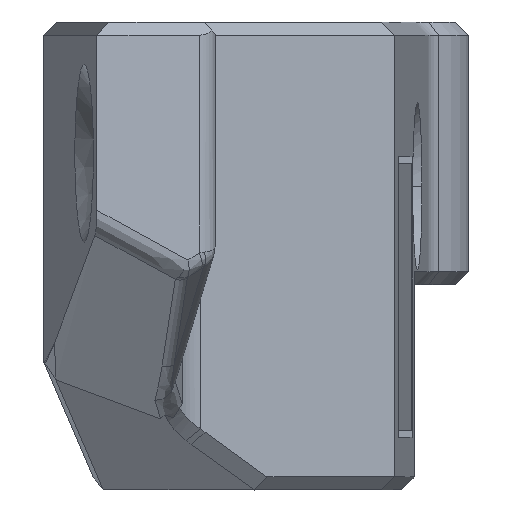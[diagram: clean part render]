
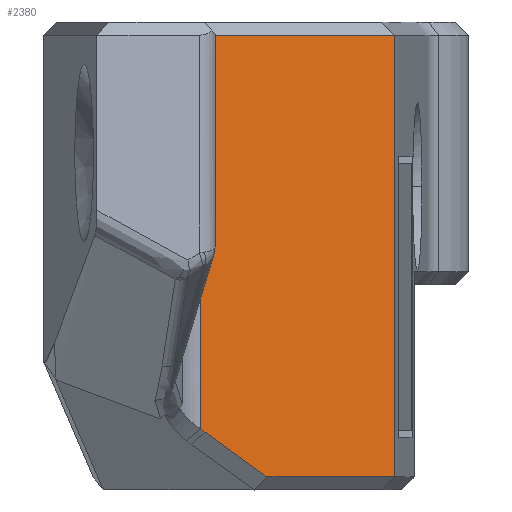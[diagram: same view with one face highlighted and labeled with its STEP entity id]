
A CAD part, front view. The second image highlights one B-rep face of the part: STEP entity #2380.
In plain terms, the highlighted face is planar.
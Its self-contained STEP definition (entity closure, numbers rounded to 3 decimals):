
#67=B_SPLINE_CURVE_WITH_KNOTS('',3,(#4476,#4477,#4478,#4479),
 .UNSPECIFIED.,.F.,.F.,(4,4),(-1.714,-1.616),
 .UNSPECIFIED.);
#214=FACE_OUTER_BOUND('',#357,.T.);
#357=EDGE_LOOP('',(#1942,#1943,#1944,#1945,#1946,#1947));
#567=LINE('',#4469,#805);
#568=LINE('',#4470,#806);
#569=LINE('',#4472,#807);
#570=LINE('',#4474,#808);
#571=LINE('',#4480,#809);
#805=VECTOR('',#3057,1000.);
#806=VECTOR('',#3058,1000.);
#807=VECTOR('',#3059,1000.);
#808=VECTOR('',#3060,1000.);
#809=VECTOR('',#3061,1000.);
#1084=VERTEX_POINT('',#4237);
#1127=VERTEX_POINT('',#4467);
#1128=VERTEX_POINT('',#4468);
#1129=VERTEX_POINT('',#4471);
#1130=VERTEX_POINT('',#4473);
#1131=VERTEX_POINT('',#4475);
#1421=EDGE_CURVE('',#1127,#1128,#567,.T.);
#1422=EDGE_CURVE('',#1127,#1084,#568,.T.);
#1423=EDGE_CURVE('',#1129,#1084,#569,.T.);
#1424=EDGE_CURVE('',#1129,#1130,#570,.T.);
#1425=EDGE_CURVE('',#1131,#1130,#67,.T.);
#1426=EDGE_CURVE('',#1128,#1131,#571,.T.);
#1942=ORIENTED_EDGE('',*,*,#1421,.F.);
#1943=ORIENTED_EDGE('',*,*,#1422,.T.);
#1944=ORIENTED_EDGE('',*,*,#1423,.F.);
#1945=ORIENTED_EDGE('',*,*,#1424,.T.);
#1946=ORIENTED_EDGE('',*,*,#1425,.F.);
#1947=ORIENTED_EDGE('',*,*,#1426,.F.);
#2264=PLANE('',#2578);
#2380=ADVANCED_FACE('',(#214),#2264,.T.);
#2578=AXIS2_PLACEMENT_3D('',#4466,#3055,#3056);
#3055=DIRECTION('center_axis',(0.643,0.,0.766));
#3056=DIRECTION('ref_axis',(0.,-1.,0.));
#3057=DIRECTION('',(-0.766,0.,0.643));
#3058=DIRECTION('',(0.,1.,0.));
#3059=DIRECTION('',(0.766,0.,-0.643));
#3060=DIRECTION('',(0.,-1.,0.));
#3061=DIRECTION('',(-0.671,0.483,0.563));
#4237=CARTESIAN_POINT('',(-24.16,8.05,101.734));
#4466=CARTESIAN_POINT('Origin',(-24.07,8.45,101.658));
#4467=CARTESIAN_POINT('',(-24.16,-5.4,101.734));
#4468=CARTESIAN_POINT('',(-28.047,-5.4,104.995));
#4469=CARTESIAN_POINT('',(-19.234,-5.4,97.601));
#4470=CARTESIAN_POINT('',(-24.16,4.887,101.734));
#4471=CARTESIAN_POINT('',(-30.08,8.05,106.701));
#4472=CARTESIAN_POINT('',(-19.234,8.05,97.601));
#4473=CARTESIAN_POINT('',(-30.08,-3.935,106.701));
#4474=CARTESIAN_POINT('',(-30.08,8.45,106.701));
#4475=CARTESIAN_POINT('',(-29.932,-4.042,106.577));
#4476=CARTESIAN_POINT('Ctrl Pts',(-29.932,-4.042,106.577));
#4477=CARTESIAN_POINT('Ctrl Pts',(-29.981,-4.007,106.618));
#4478=CARTESIAN_POINT('Ctrl Pts',(-30.03,-3.971,106.659));
#4479=CARTESIAN_POINT('Ctrl Pts',(-30.08,-3.935,106.701));
#4480=CARTESIAN_POINT('',(-29.252,-4.532,106.006));
